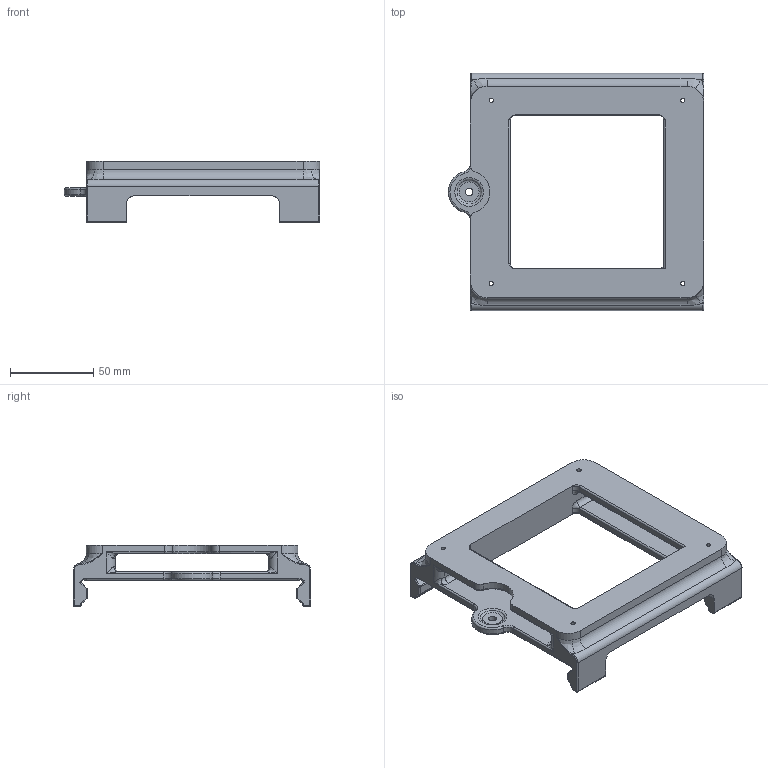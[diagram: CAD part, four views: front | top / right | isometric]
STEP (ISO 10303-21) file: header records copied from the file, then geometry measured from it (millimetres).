
FILE_DESCRIPTION(/* description */ (''),/* implementation_level */ '2;1');
FILE_NAME(/* name */ 'tita_interface.step',/* time_stamp */ '2026-01-13T11:07:24-03:00',/* author */ (''),/* organization */ (''),/* preprocessor_version */ 'ST-DEVELOPER v20.1',/* originating_system */ 'Autodesk Translation Framework v14.21.0.0',/* authorisation */ '');
FILE_SCHEMA (('AUTOMOTIVE_DESIGN { 1 0 10303 214 3 1 1 }'));
Length unit declared in the file: millimetre
Products named in the file (2): (Unsaved); Direct Drive Tita Base v3
Assembly tree (1 placements, depth 2):
  (Unsaved)
    Direct Drive Tita Base v3
Bounding box: 153.28 x 142.4 x 37 mm (x, y, z)
Volume: 174156.4 mm3; surface area: 51709.8 mm2
Topology: 1 solids, 1 shells, 372 faces, 977 edges, 601 vertices
Faces by surface type: cylinder 115, bspline 114, plane 105, torus 38
Full cylindrical faces by diameter (mm): 2.5 x4, 4.5 x1
Entity records: 13207 total; most frequent: CARTESIAN_POINT 4659, ORIENTED_EDGE 1930, DIRECTION 1605, EDGE_CURVE 965, VERTEX_POINT 601, AXIS2_PLACEMENT_3D 571, LINE 463, VECTOR 463
